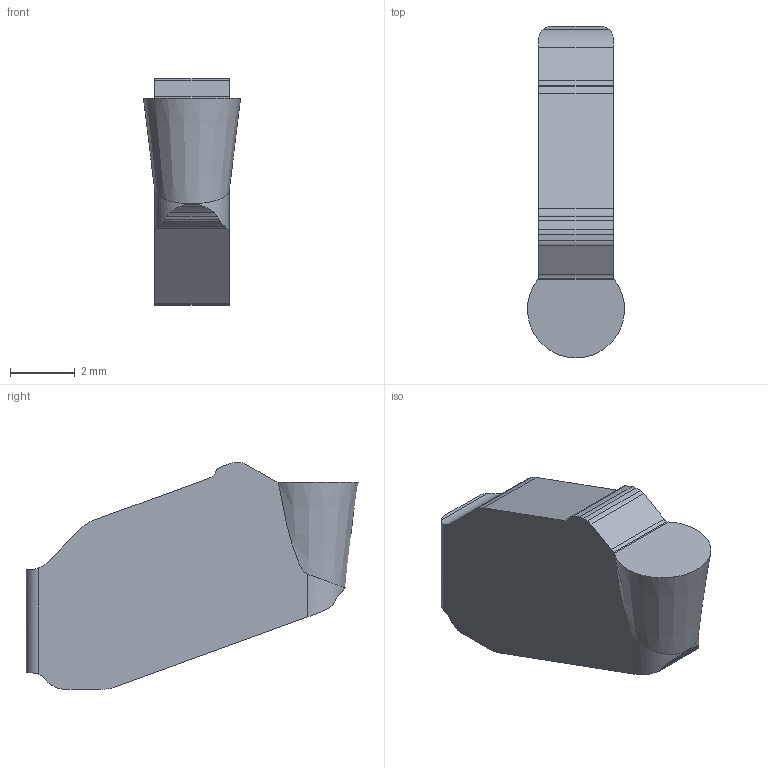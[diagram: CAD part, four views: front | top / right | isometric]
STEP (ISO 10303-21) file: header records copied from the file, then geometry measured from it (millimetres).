
FILE_DESCRIPTION(/* description */ (''),/* implementation_level */ '2;1');
FILE_NAME(/* name */ 'aaa341136_a.stp',/* time_stamp */ '2019-10-11T14:25:49+02:00',/* author */ (''),/* organization */ ('SMS'),/* preprocessor_version */ 'ST-DEVELOPER v16.7',/* originating_system */ 'SIEMENS PLM Software NX 12.0',/* authorisation */ '');
FILE_SCHEMA (('AUTOMOTIVE_DESIGN { 1 0 10303 214 3 1 1 1 }'));
Length unit declared in the file: millimetre
Products named in the file (1): AAA341136_A
Bounding box: 3 x 10.25 x 6.99 mm (x, y, z)
Volume: 109.8 mm3; surface area: 158.4 mm2
Topology: 1 solids, 1 shells, 43 faces, 123 edges, 84 vertices
Faces by surface type: extrusion 15, cylinder 13, plane 13, cone 1, bspline 1
Entity records: 1812 total; most frequent: CARTESIAN_POINT 671, ORIENTED_EDGE 244, DIRECTION 196, EDGE_CURVE 122, VERTEX_POINT 81, VECTOR 70, AXIS2_PLACEMENT_3D 63, LINE 55
